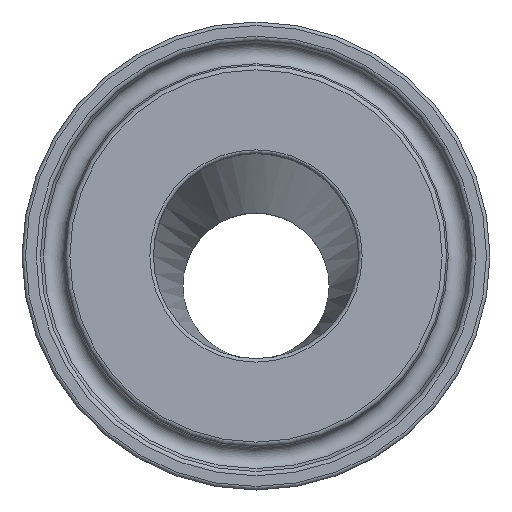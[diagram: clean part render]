
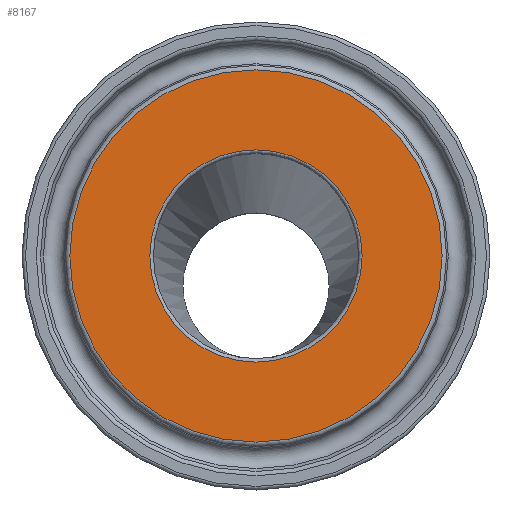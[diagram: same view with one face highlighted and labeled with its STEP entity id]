
A CAD part, top view. The second image highlights one B-rep face of the part: STEP entity #8167.
In plain terms, the highlighted planar face has unit normal (0, 0, 1).
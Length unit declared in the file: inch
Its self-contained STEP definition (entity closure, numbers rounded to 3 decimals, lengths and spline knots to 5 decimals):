
#234=PLANE('',#8535);
#585=FACE_BOUND('',#1556,.T.);
#1043=FACE_OUTER_BOUND('',#1555,.T.);
#1555=EDGE_LOOP('',(#7664));
#1556=EDGE_LOOP('',(#7665));
#3200=CIRCLE('',#8534,0.45);
#3201=CIRCLE('',#8536,0.78916);
#4027=VERTEX_POINT('',#18456);
#4028=VERTEX_POINT('',#18459);
#5248=EDGE_CURVE('',#4027,#4027,#3200,.T.);
#5249=EDGE_CURVE('',#4028,#4028,#3201,.T.);
#7664=ORIENTED_EDGE('',*,*,#5249,.F.);
#7665=ORIENTED_EDGE('',*,*,#5248,.F.);
#8167=ADVANCED_FACE('',(#1043,#585),#234,.T.);
#8534=AXIS2_PLACEMENT_3D('',#18457,#9668,#9669);
#8535=AXIS2_PLACEMENT_3D('',#18458,#9670,#9671);
#8536=AXIS2_PLACEMENT_3D('',#18460,#9672,#9673);
#9668=DIRECTION('center_axis',(0.,0.,
1.));
#9669=DIRECTION('ref_axis',(0.,-1.,0.));
#9670=DIRECTION('center_axis',(0.,0.,
1.));
#9671=DIRECTION('ref_axis',(1.,0.,0.));
#9672=DIRECTION('center_axis',(0.,0.,
-1.));
#9673=DIRECTION('ref_axis',(0.,-1.,0.));
#18456=CARTESIAN_POINT('',(0.,0.45,0.5));
#18457=CARTESIAN_POINT('Origin',(0.,0.,0.5));
#18458=CARTESIAN_POINT('Origin',(0.,0.80316,
0.5));
#18459=CARTESIAN_POINT('',(0.,0.78916,0.5));
#18460=CARTESIAN_POINT('Origin',(0.,0.,0.5));
